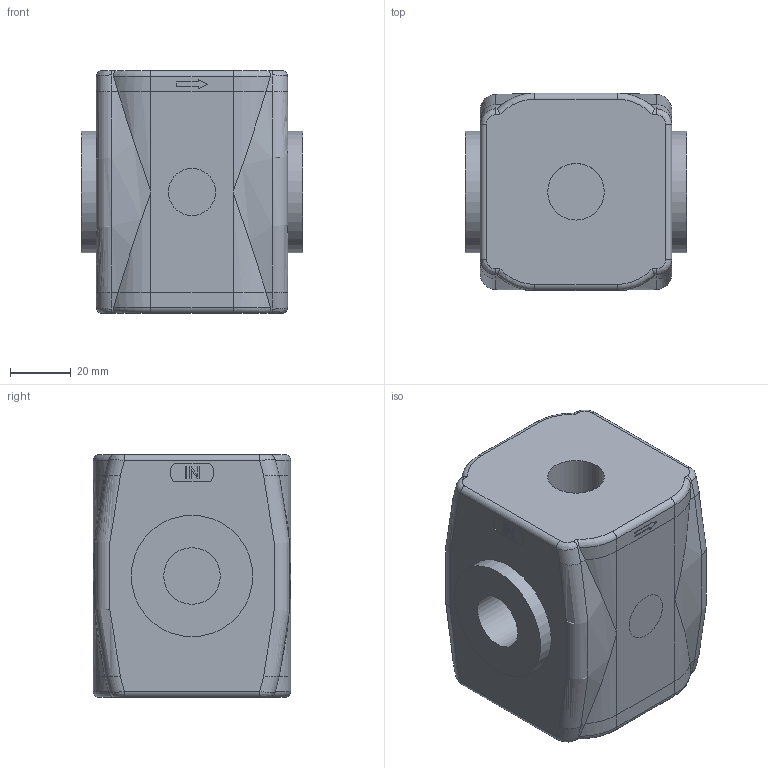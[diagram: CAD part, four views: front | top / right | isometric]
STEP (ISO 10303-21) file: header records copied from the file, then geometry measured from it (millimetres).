
FILE_DESCRIPTION((''),'2;1');
FILE_NAME('T173BPA.ipt.step','2010-08-25T14:10:42',(''),(''),'Autodesk Inventor 2010','Autodesk Inventor 2010','');
FILE_SCHEMA(('AUTOMOTIVE_DESIGN { 1 0 10303 214 1 1 1 1 }'));
Length unit declared in the file: millimetre
Products named in the file (1): T173BPA
Bounding box: 73 x 65 x 80 mm (x, y, z)
Volume: 312130.9 mm3; surface area: 32185 mm2
Topology: 1 solids, 1 shells, 180 faces, 424 edges, 266 vertices
Faces by surface type: bspline 66, plane 57, cylinder 37, torus 20
Full cylindrical faces by diameter (mm): 23.8 x1, 28.8 x1, 40 x1
Entity records: 5992 total; most frequent: CARTESIAN_POINT 2129, ORIENTED_EDGE 832, DIRECTION 672, EDGE_CURVE 416, VERTEX_POINT 266, VECTOR 230, LINE 230, AXIS2_PLACEMENT_3D 221
